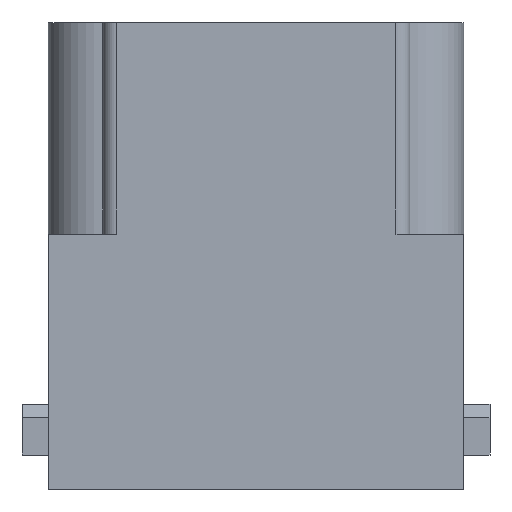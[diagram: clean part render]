
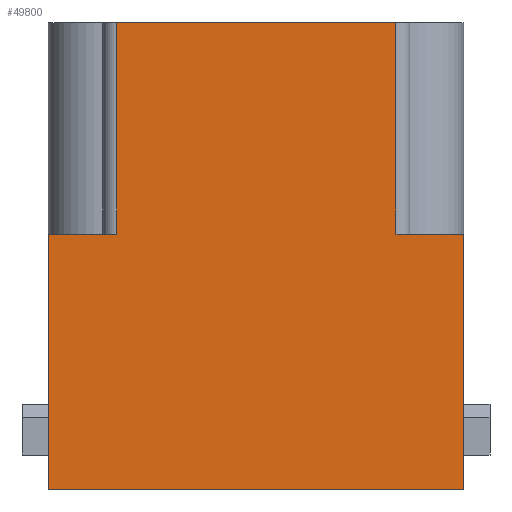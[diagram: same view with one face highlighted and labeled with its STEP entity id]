
A CAD part, left-side view. The second image highlights one B-rep face of the part: STEP entity #49800.
In plain terms, the highlighted face is planar.
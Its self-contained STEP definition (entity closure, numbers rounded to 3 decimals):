
#27920=CARTESIAN_POINT('',(7.3,1.,15.15));
#27930=VERTEX_POINT('',#27920);
#27960=CARTESIAN_POINT('',(7.3,0.,15.15));
#27970=DIRECTION('',(0.,-1.,0.));
#27980=VECTOR('',#27970,1.);
#27990=LINE('',#27960,#27980);
#28000=CARTESIAN_POINT('',(7.3,-17.6,15.15));
#28010=VERTEX_POINT('',#28000);
#28020=EDGE_CURVE('',#27930,#28010,#27990,.T.);
#29820=CARTESIAN_POINT('',(7.3,-17.6,-15.15));
#29830=VERTEX_POINT('',#29820);
#29860=CARTESIAN_POINT('',(7.3,0.,-15.15));
#29870=DIRECTION('',(0.,-1.,0.));
#29880=VECTOR('',#29870,1.);
#29890=LINE('',#29860,#29880);
#29900=CARTESIAN_POINT('',(7.3,1.,-15.15));
#29910=VERTEX_POINT('',#29900);
#29920=EDGE_CURVE('',#29910,#29830,#29890,.T.);
#34930=CARTESIAN_POINT('',(7.3,1.,
-10.2));
#34940=VERTEX_POINT('',#34930);
#35050=CARTESIAN_POINT('',(7.3,1.,0.));
#35060=DIRECTION('',(0.,0.,1.));
#35070=VECTOR('',#35060,1.);
#35080=LINE('',#35050,#35070);
#35090=EDGE_CURVE('',#29910,#34940,#35080,.T.);
#37250=CARTESIAN_POINT('',(7.3,16.4,10.15));
#37260=VERTEX_POINT('',#37250);
#37940=CARTESIAN_POINT('',(7.3,16.4,-10.2));
#37950=VERTEX_POINT('',#37940);
#37980=CARTESIAN_POINT('',(7.3,16.4,0.));
#37990=DIRECTION('',(0.,0.,-1.));
#38000=VECTOR('',#37990,1.);
#38010=LINE('',#37980,#38000);
#38020=EDGE_CURVE('',#37260,#37950,#38010,.T.);
#38280=CARTESIAN_POINT('',(7.3,1.,
10.15));
#38290=VERTEX_POINT('',#38280);
#38320=CARTESIAN_POINT('',(7.3,1.,0.));
#38330=DIRECTION('',(0.,0.,1.));
#38340=VECTOR('',#38330,1.);
#38350=LINE('',#38320,#38340);
#38360=EDGE_CURVE('',#38290,#27930,#38350,.T.);
#39190=CARTESIAN_POINT('',(7.3,8.45,10.15));
#39200=DIRECTION('',(0.,-1.,0.));
#39210=VECTOR('',#39200,1.);
#39220=LINE('',#39190,#39210);
#39230=EDGE_CURVE('',#37260,#38290,#39220,.T.);
#42620=CARTESIAN_POINT('',(7.3,8.45,-10.2));
#42630=DIRECTION('',(0.,-1.,0.));
#42640=VECTOR('',#42630,1.);
#42650=LINE('',#42620,#42640);
#42660=EDGE_CURVE('',#37950,#34940,#42650,.T.);
#47900=CARTESIAN_POINT('',(7.3,-17.6,0.));
#47910=DIRECTION('',(0.,0.,-1.));
#47920=VECTOR('',#47910,1.);
#47930=LINE('',#47900,#47920);
#47940=EDGE_CURVE('',#28010,#29830,#47930,.T.);
#49650=CARTESIAN_POINT('',(7.3,-0.8,0.));
#49660=DIRECTION('',(1.,0.,0.));
#49670=DIRECTION('',(0.,-1.,0.));
#49680=AXIS2_PLACEMENT_3D('',#49650,#49660,#49670);
#49690=PLANE('',#49680);
#49700=ORIENTED_EDGE('',*,*,#35090,.T.);
#49710=ORIENTED_EDGE('',*,*,#29920,.F.);
#49720=ORIENTED_EDGE('',*,*,#47940,.T.);
#49730=ORIENTED_EDGE('',*,*,#28020,.T.);
#49740=ORIENTED_EDGE('',*,*,#38360,.T.);
#49750=ORIENTED_EDGE('',*,*,#39230,.T.);
#49760=ORIENTED_EDGE('',*,*,#38020,.F.);
#49770=ORIENTED_EDGE('',*,*,#42660,.F.);
#49780=EDGE_LOOP('',(#49770,#49760,#49750,#49740,#49730,#49720,#49710,
#49700));
#49790=FACE_OUTER_BOUND('',#49780,.T.);
#49800=ADVANCED_FACE('',(#49790),#49690,.T.);
